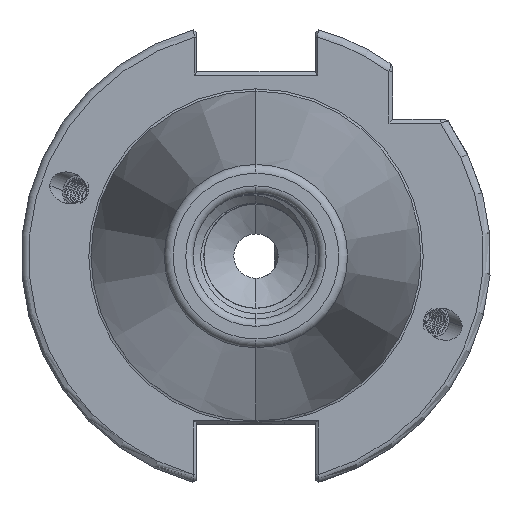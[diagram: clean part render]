
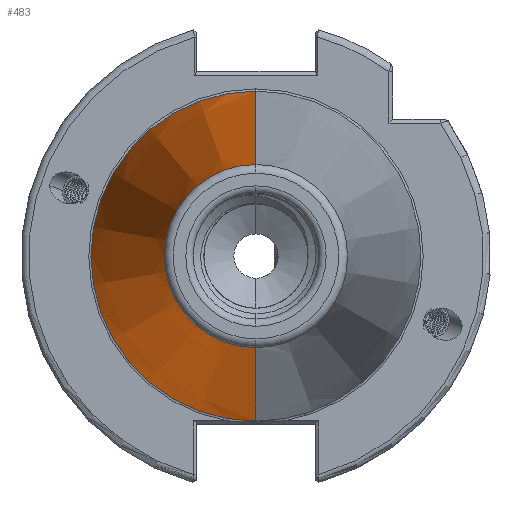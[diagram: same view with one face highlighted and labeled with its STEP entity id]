
A CAD part, left-side view. The second image highlights one B-rep face of the part: STEP entity #483.
In plain terms, the highlighted conical face has half-angle 8.297 degrees and reference radius 22.692 mm.
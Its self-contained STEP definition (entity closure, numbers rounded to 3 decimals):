
#483 = ADVANCED_FACE ( 'NONE', ( #19916 ), #19923, .T. ) ;
#535 = AXIS2_PLACEMENT_3D ( 'NONE', #8343, #8352, #8379 ) ;
#622 = AXIS2_PLACEMENT_3D ( 'NONE', #22993, #23006, #22986 ) ;
#636 = AXIS2_PLACEMENT_3D ( 'NONE', #11457, #11451, #11452 ) ;
#4885 = ORIENTED_EDGE ( 'NONE', *, *, #12594, .F. ) ;
#4910 = ORIENTED_EDGE ( 'NONE', *, *, #12604, .T. ) ;
#4915 = ORIENTED_EDGE ( 'NONE', *, *, #12618, .T. ) ;
#4916 = ORIENTED_EDGE ( 'NONE', *, *, #12576, .F. ) ;
#4999 = EDGE_LOOP ( 'NONE', ( #4910, #4915, #4916, #4885 ) ) ;
#5525 = VERTEX_POINT ( 'NONE', #25504 ) ;
#8343 = CARTESIAN_POINT ( 'NONE',  ( 0., 0., 0. ) ) ;
#8352 = DIRECTION ( 'NONE',  ( 1., 0., 0. ) ) ;
#8379 = DIRECTION ( 'NONE',  ( 0., 0., -1. ) ) ;
#10760 = CARTESIAN_POINT ( 'NONE',  ( -70.573, 0., 12.4 ) ) ;
#10800 = CARTESIAN_POINT ( 'NONE',  ( -70.573, 0., -12.4 ) ) ;
#10815 = CARTESIAN_POINT ( 'NONE',  ( -2.5, 0., 22.327 ) ) ;
#11451 = DIRECTION ( 'NONE',  ( 1., 0., 0. ) ) ;
#11452 = DIRECTION ( 'NONE',  ( 0., 0., -1. ) ) ;
#11457 = CARTESIAN_POINT ( 'NONE',  ( -2.5, 0., 0. ) ) ;
#11496 = CARTESIAN_POINT ( 'NONE',  ( 0., 0., -22.692 ) ) ;
#11500 = DIRECTION ( 'NONE',  ( 0.99, 0., -0.144 ) ) ;
#12576 = EDGE_CURVE ( 'NONE', #5525, #24519, #19696, .T. ) ;
#12594 = EDGE_CURVE ( 'NONE', #24528, #5525, #19669, .T. ) ;
#12604 = EDGE_CURVE ( 'NONE', #24528, #24521, #19708, .T. ) ;
#12618 = EDGE_CURVE ( 'NONE', #24521, #24519, #19746, .T. ) ;
#19669 = LINE ( 'NONE', #11496, #19676 ) ;
#19676 = VECTOR ( 'NONE', #11500, 1000. ) ;
#19696 = CIRCLE ( 'NONE', #636, 22.327 ) ;
#19708 = CIRCLE ( 'NONE', #622, 12.4 ) ;
#19746 = LINE ( 'NONE', #23094, #19748 ) ;
#19748 = VECTOR ( 'NONE', #23098, 1000. ) ;
#19916 = FACE_OUTER_BOUND ( 'NONE', #4999, .T. ) ;
#19923 = CONICAL_SURFACE ( 'NONE', #535, 22.692, 0.145 ) ;
#22986 = DIRECTION ( 'NONE',  ( 0., 0., 1. ) ) ;
#22993 = CARTESIAN_POINT ( 'NONE',  ( -70.573, 0., 0. ) ) ;
#23006 = DIRECTION ( 'NONE',  ( 1., 0., 0. ) ) ;
#23094 = CARTESIAN_POINT ( 'NONE',  ( 0., 0., 22.692 ) ) ;
#23098 = DIRECTION ( 'NONE',  ( 0.99, 0., 0.144 ) ) ;
#24519 = VERTEX_POINT ( 'NONE', #10815 ) ;
#24521 = VERTEX_POINT ( 'NONE', #10760 ) ;
#24528 = VERTEX_POINT ( 'NONE', #10800 ) ;
#25504 = CARTESIAN_POINT ( 'NONE',  ( -2.5, 0., -22.327 ) ) ;
